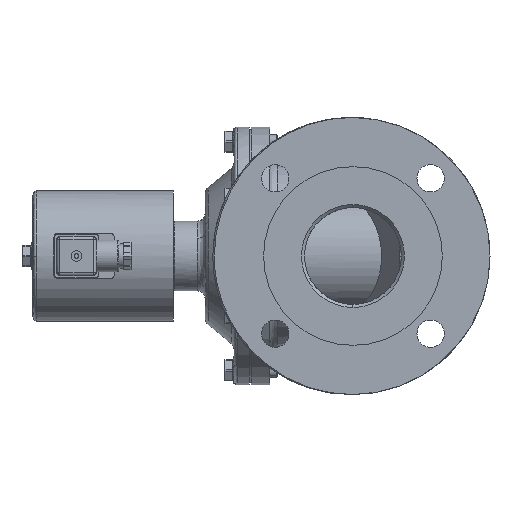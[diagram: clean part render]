
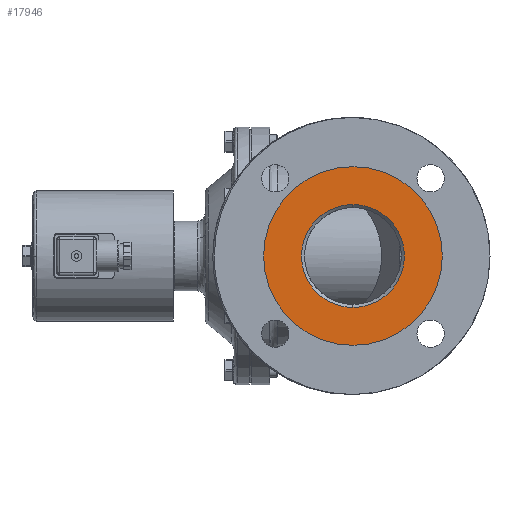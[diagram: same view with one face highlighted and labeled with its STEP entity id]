
A CAD part, left-side view. The second image highlights one B-rep face of the part: STEP entity #17946.
In plain terms, the highlighted planar face has unit normal (-1, 0, 0).
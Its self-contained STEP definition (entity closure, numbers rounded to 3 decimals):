
#397=CARTESIAN_POINT('',(-125.,-67.,34.));
#398=VERTEX_POINT('',#397);
#405=CARTESIAN_POINT('',(-125.,-33.,0.));
#406=VERTEX_POINT('',#405);
#407=CARTESIAN_POINT('',(-125.,-67.,0.));
#408=DIRECTION('',(-1.,0.,0.));
#409=DIRECTION('',(0.,0.,1.));
#410=AXIS2_PLACEMENT_3D('',#407,#408,#409);
#411=CIRCLE('',#410,34.);
#412=EDGE_CURVE('NONE',#398,#406,#411,.T.);
#414=CARTESIAN_POINT('',(-125.,-67.,-34.));
#415=VERTEX_POINT('',#414);
#416=CARTESIAN_POINT('',(-125.,-67.,0.));
#417=DIRECTION('',(-1.,0.,0.));
#418=DIRECTION('',(0.,0.,1.));
#419=AXIS2_PLACEMENT_3D('',#416,#417,#418);
#420=CIRCLE('',#419,34.);
#421=EDGE_CURVE('NONE',#406,#415,#420,.T.);
#1075=CARTESIAN_POINT('',(-125.,-67.,59.));
#1076=VERTEX_POINT('',#1075);
#1083=CARTESIAN_POINT('',(-125.,-126.,-0.));
#1084=VERTEX_POINT('',#1083);
#1085=CARTESIAN_POINT('',(-125.,-67.,0.));
#1086=DIRECTION('',(1.,-0.,-0.));
#1087=DIRECTION('',(0.,0.,1.));
#1088=AXIS2_PLACEMENT_3D('',#1085,#1086,#1087);
#1089=CIRCLE('',#1088,59.);
#1090=EDGE_CURVE('NONE',#1076,#1084,#1089,.T.);
#1092=CARTESIAN_POINT('',(-125.,-67.,-59.));
#1093=VERTEX_POINT('',#1092);
#1094=CARTESIAN_POINT('',(-125.,-67.,0.));
#1095=DIRECTION('',(1.,-0.,-0.));
#1096=DIRECTION('',(0.,0.,1.));
#1097=AXIS2_PLACEMENT_3D('',#1094,#1095,#1096);
#1098=CIRCLE('',#1097,59.);
#1099=EDGE_CURVE('NONE',#1084,#1093,#1098,.T.);
#17797=CARTESIAN_POINT('',(-125.,-8.,0.));
#17798=VERTEX_POINT('',#17797);
#17799=CARTESIAN_POINT('',(-125.,-67.,0.));
#17800=DIRECTION('',(1.,-0.,-0.));
#17801=DIRECTION('',(0.,0.,1.));
#17802=AXIS2_PLACEMENT_3D('',#17799,#17800,#17801);
#17803=CIRCLE('',#17802,59.);
#17804=EDGE_CURVE('NONE',#1093,#17798,#17803,.T.);
#17806=CARTESIAN_POINT('',(-125.,-67.,0.));
#17807=DIRECTION('',(1.,-0.,-0.));
#17808=DIRECTION('',(0.,0.,1.));
#17809=AXIS2_PLACEMENT_3D('',#17806,#17807,#17808);
#17810=CIRCLE('',#17809,59.);
#17811=EDGE_CURVE('NONE',#17798,#1076,#17810,.T.);
#17915=CARTESIAN_POINT('',(-125.,-67.,0.));
#17916=DIRECTION('',(1.,0.,0.));
#17917=DIRECTION('',(0.,0.,-1.));
#17918=AXIS2_PLACEMENT_3D('',#17915,#17916,#17917);
#17919=PLANE('',#17918);
#17920=CARTESIAN_POINT('',(-125.,-101.,-0.));
#17921=VERTEX_POINT('',#17920);
#17922=CARTESIAN_POINT('',(-125.,-67.,0.));
#17923=DIRECTION('',(-1.,0.,0.));
#17924=DIRECTION('',(0.,0.,1.));
#17925=AXIS2_PLACEMENT_3D('',#17922,#17923,#17924);
#17926=CIRCLE('',#17925,34.);
#17927=EDGE_CURVE('NONE',#415,#17921,#17926,.T.);
#17928=ORIENTED_EDGE('',*,*,#17927,.F.);
#17929=ORIENTED_EDGE('',*,*,#421,.F.);
#17930=ORIENTED_EDGE('',*,*,#412,.F.);
#17931=CARTESIAN_POINT('',(-125.,-67.,0.));
#17932=DIRECTION('',(-1.,0.,0.));
#17933=DIRECTION('',(0.,0.,1.));
#17934=AXIS2_PLACEMENT_3D('',#17931,#17932,#17933);
#17935=CIRCLE('',#17934,34.);
#17936=EDGE_CURVE('NONE',#17921,#398,#17935,.T.);
#17937=ORIENTED_EDGE('',*,*,#17936,.F.);
#17938=EDGE_LOOP('',(#17928,#17929,#17930,#17937));
#17939=FACE_BOUND('',#17938,.T.);
#17940=ORIENTED_EDGE('',*,*,#17804,.F.);
#17941=ORIENTED_EDGE('',*,*,#1099,.F.);
#17942=ORIENTED_EDGE('',*,*,#1090,.F.);
#17943=ORIENTED_EDGE('',*,*,#17811,.F.);
#17944=EDGE_LOOP('',(#17940,#17941,#17942,#17943));
#17945=FACE_BOUND('',#17944,.T.);
#17946=ADVANCED_FACE('NONE',(#17939,#17945),#17919,.F.);
